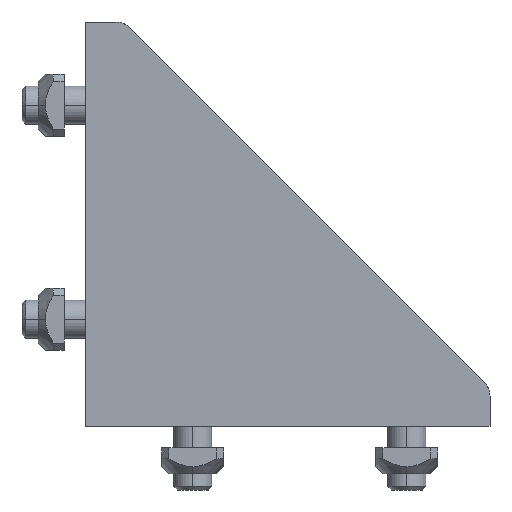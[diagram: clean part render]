
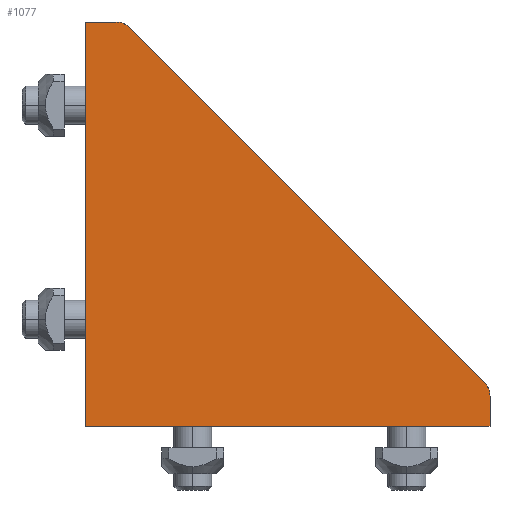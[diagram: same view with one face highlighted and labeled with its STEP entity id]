
A CAD part, left-side view. The second image highlights one B-rep face of the part: STEP entity #1077.
In plain terms, the highlighted planar face has unit normal (-1, 0, 0).
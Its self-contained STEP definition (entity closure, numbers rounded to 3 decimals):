
#1077=ADVANCED_FACE('',(#1951),#1952,.F.);
#1951=FACE_OUTER_BOUND('',#2739,.T.);
#1952=PLANE('',#2740);
#2739=EDGE_LOOP('',(#4869,#4870,#4871,#4872,#4873,#4874,#4875));
#2740=AXIS2_PLACEMENT_3D('',#4876,#4877,#4878);
#4869=ORIENTED_EDGE('',*,*,#5698,.T.);
#4870=ORIENTED_EDGE('',*,*,#5725,.F.);
#4871=ORIENTED_EDGE('',*,*,#5731,.T.);
#4872=ORIENTED_EDGE('',*,*,#5728,.F.);
#4873=ORIENTED_EDGE('',*,*,#5713,.F.);
#4874=ORIENTED_EDGE('',*,*,#5682,.T.);
#4875=ORIENTED_EDGE('',*,*,#5691,.T.);
#4876=CARTESIAN_POINT('',(-20.0,-42.5,42.5));
#4877=DIRECTION('',(1.0,0.0,0.0));
#4878=DIRECTION('',(0.0,0.0,-1.0));
#5682=EDGE_CURVE('',#6872,#6870,#6873,.T.);
#5691=EDGE_CURVE('',#6870,#6884,#6886,.T.);
#5698=EDGE_CURVE('',#6884,#6895,#6897,.T.);
#5713=EDGE_CURVE('',#6872,#6917,#6918,.T.);
#5725=EDGE_CURVE('',#6931,#6895,#6933,.T.);
#5728=EDGE_CURVE('',#6917,#6936,#6937,.T.);
#5731=EDGE_CURVE('',#6931,#6936,#6940,.T.);
#6870=VERTEX_POINT('',#8855);
#6872=VERTEX_POINT('',#8858);
#6873=CIRCLE('',#8859,4.);
#6884=VERTEX_POINT('',#8889);
#6886=LINE('',#8892,#8893);
#6895=VERTEX_POINT('',#8937);
#6897=CIRCLE('',#8940,4.);
#6917=VERTEX_POINT('',#8967);
#6918=LINE('',#8968,#8969);
#6931=VERTEX_POINT('',#8986);
#6933=LINE('',#8989,#8990);
#6936=VERTEX_POINT('',#8993);
#6937=LINE('',#8994,#8995);
#6940=LINE('',#8999,#9000);
#8855=CARTESIAN_POINT('',(-20.0,-83.828,9.172));
#8858=CARTESIAN_POINT('',(-20.0,-85.0,6.343));
#8859=AXIS2_PLACEMENT_3D('',#9907,#9908,#9909);
#8889=CARTESIAN_POINT('',(-20.0,-9.172,83.828));
#8892=CARTESIAN_POINT('',(-20.0,-46.5,46.5));
#8893=VECTOR('',#9922,1.0);
#8937=CARTESIAN_POINT('',(-20.0,-6.343,85.0));
#8940=AXIS2_PLACEMENT_3D('',#9928,#9929,#9930);
#8967=CARTESIAN_POINT('',(-20.0,-85.0,0.0));
#8968=CARTESIAN_POINT('',(-20.0,-85.0,42.5));
#8969=VECTOR('',#9944,1.0);
#8986=CARTESIAN_POINT('',(-20.0,0.0,85.0));
#8989=CARTESIAN_POINT('',(-20.0,-42.5,85.0));
#8990=VECTOR('',#9956,1.0);
#8993=CARTESIAN_POINT('',(-20.0,0.0,0.0));
#8994=CARTESIAN_POINT('',(-20.0,-42.5,0.0));
#8995=VECTOR('',#9957,1.0);
#8999=CARTESIAN_POINT('',(-20.0,0.0,42.5));
#9000=VECTOR('',#9959,1.0);
#9907=CARTESIAN_POINT('',(-20.0,-81.,6.343));
#9908=DIRECTION('',(-1.0,-0.0,0.0));
#9909=DIRECTION('',(0.0,-0.707,0.707));
#9922=DIRECTION('',(-0.0,0.707,0.707));
#9928=CARTESIAN_POINT('',(-20.0,-6.343,81.));
#9929=DIRECTION('',(-1.0,-0.0,0.0));
#9930=DIRECTION('',(0.0,0.,1.0));
#9944=DIRECTION('',(0.0,0.0,-1.0));
#9956=DIRECTION('',(0.0,-1.0,0.0));
#9957=DIRECTION('',(0.0,1.0,0.0));
#9959=DIRECTION('',(0.0,0.0,-1.0));
